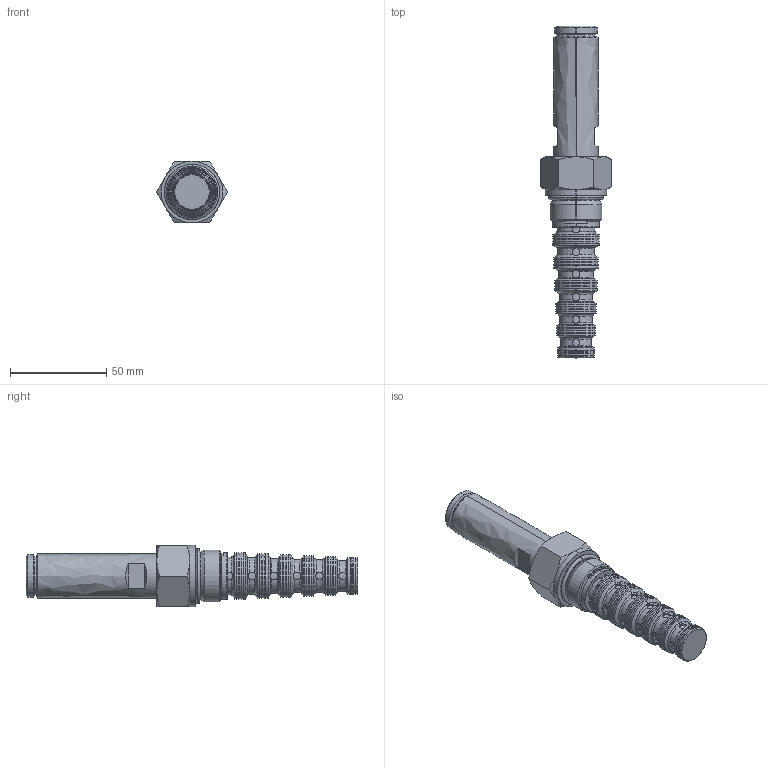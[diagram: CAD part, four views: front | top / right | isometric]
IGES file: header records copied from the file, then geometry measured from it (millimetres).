
Start section: SolidWorks IGES file using analytic representation for surfaces
Global section: file name: T7.401_defeature.IGS; native system: SolidWorks 2016; preprocessor: SolidWorks 2016; author: mkley; date: 170202.145839; units: millimetre
Bounding box: 36.95 x 172.5 x 32 mm (x, y, z)
Surface area: 17063.4 mm2 (no closed solid volume)
Topology: 0 solids, 0 shells, 334 faces, 5831 edges, 5831 vertices
Faces by surface type: revolution 247, bspline 87
